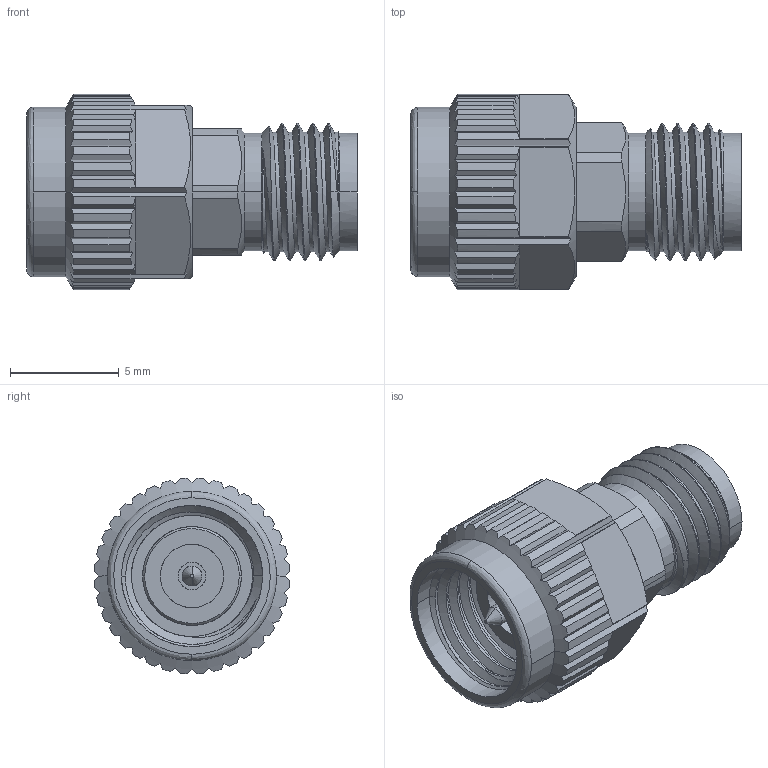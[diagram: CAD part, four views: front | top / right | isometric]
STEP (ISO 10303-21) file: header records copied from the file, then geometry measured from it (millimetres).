
FILE_DESCRIPTION (( 'STEP AP203' ), '1' );
FILE_NAME ('CB-K-050-SR1.STEP', '2021-11-09T22:32:19', ( '' ), ( '' ), 'SwSTEP 2.0', 'SolidWorks 2021', '' );
FILE_SCHEMA (( 'CONFIG_CONTROL_DESIGN' ));
Length unit declared in the file: millimetre
Products named in the file (1): CB-K-050-SR1
Bounding box: 15.2 x 8.99 x 8.99 mm (x, y, z)
Volume: 456.7 mm3; surface area: 815.8 mm2
Topology: 1 solids, 1 shells, 233 faces, 650 edges, 430 vertices
Faces by surface type: plane 117, cylinder 83, cone 25, bspline 8
Entity records: 16443 total; most frequent: CARTESIAN_POINT 11034, ORIENTED_EDGE 1300, DIRECTION 820, EDGE_CURVE 650, VERTEX_POINT 430, B_SPLINE_CURVE_WITH_KNOTS 346, AXIS2_PLACEMENT_3D 292, EDGE_LOOP 244
